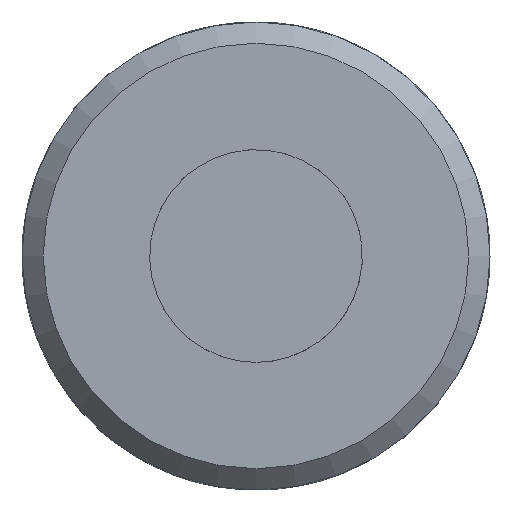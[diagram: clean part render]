
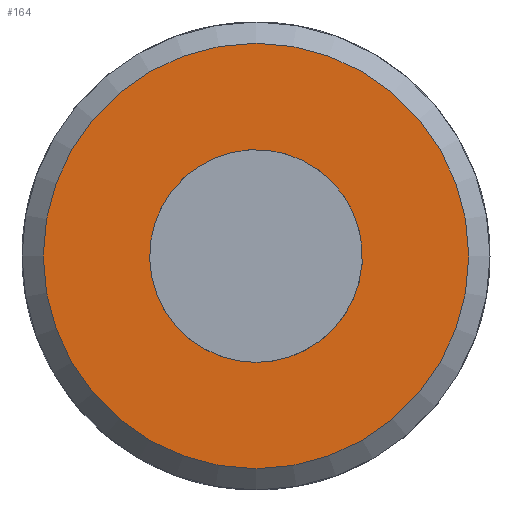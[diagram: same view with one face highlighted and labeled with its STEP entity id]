
A CAD part, left-side view. The second image highlights one B-rep face of the part: STEP entity #164.
In plain terms, the highlighted planar face has unit normal (-1, 0, 0).
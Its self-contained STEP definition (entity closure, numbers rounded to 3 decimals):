
#164 = ADVANCED_FACE( '', ( #319, #320 ), #321, .F. );
#319 = FACE_OUTER_BOUND( '', #467, .T. );
#320 = FACE_BOUND( '', #468, .T. );
#321 = PLANE( '', #469 );
#467 = EDGE_LOOP( '', ( #705 ) );
#468 = EDGE_LOOP( '', ( #706 ) );
#469 = AXIS2_PLACEMENT_3D( '', #707, #708, #709 );
#705 = ORIENTED_EDGE( '', *, *, #785, .F. );
#706 = ORIENTED_EDGE( '', *, *, #840, .T. );
#707 = CARTESIAN_POINT( '', ( 0., 0., 0. ) );
#708 = DIRECTION( '', ( 1., 0., 0. ) );
#709 = DIRECTION( '', ( 0., 0., -1. ) );
#785 = EDGE_CURVE( '', #887, #887, #888, .T. );
#840 = EDGE_CURVE( '', #972, #972, #973, .T. );
#887 = VERTEX_POINT( '', #1034 );
#888 = CIRCLE( '', #1035, 10. );
#972 = VERTEX_POINT( '', #1352 );
#973 = CIRCLE( '', #1353, 5. );
#1034 = CARTESIAN_POINT( '', ( 0., 0., -10. ) );
#1035 = AXIS2_PLACEMENT_3D( '', #1574, #1575, #1576 );
#1352 = CARTESIAN_POINT( '', ( 0., 0., -5. ) );
#1353 = AXIS2_PLACEMENT_3D( '', #1635, #1636, #1637 );
#1574 = CARTESIAN_POINT( '', ( 0., 0., 0. ) );
#1575 = DIRECTION( '', ( 1., 0., 0. ) );
#1576 = DIRECTION( '', ( 0., 0., -1. ) );
#1635 = CARTESIAN_POINT( '', ( 0., 0., 0. ) );
#1636 = DIRECTION( '', ( 1., 0., 0. ) );
#1637 = DIRECTION( '', ( 0., 0., -1. ) );
